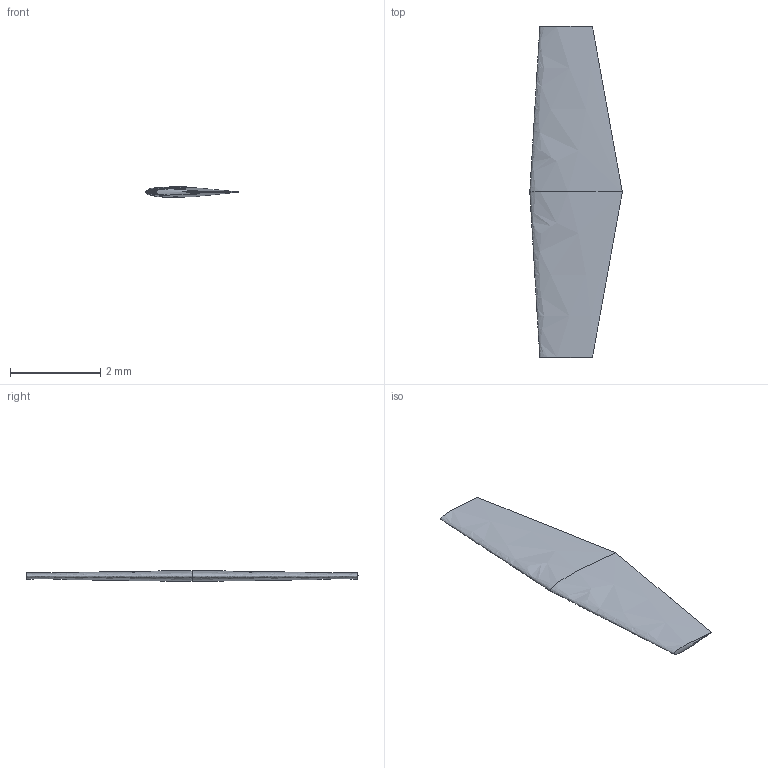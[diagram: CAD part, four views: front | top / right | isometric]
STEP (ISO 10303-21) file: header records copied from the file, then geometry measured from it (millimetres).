
FILE_DESCRIPTION(('Open CASCADE Model'),'2;1');
FILE_NAME('Open CASCADE Shape Model','2015-10-01T12:19:44',('Author'),( 'Open CASCADE'),'Open CASCADE STEP processor 6.8','Open CASCADE 6.8' ,'Unknown');
FILE_SCHEMA(('AUTOMOTIVE_DESIGN_CC2 { 1 2 10303 214 -1 1 5 4 }'));
Length unit declared in the file: millimetre
Products named in the file (3): Open CASCADE STEP translator 6.8 3; Open CASCADE STEP translator 6.8 3.1; Open CASCADE STEP translator 6.8 3.2
Assembly tree (2 placements, depth 2):
  Open CASCADE STEP translator 6.8 3
    Open CASCADE STEP translator 6.8 3.1
    Open CASCADE STEP translator 6.8 3.2
Bounding box: 2.04 x 7.35 x 0.24 mm (x, y, z)
Surface area: 24.2 mm2 (no closed solid volume)
Topology: 0 solids, 2 shells, 4 faces, 14 edges, 10 vertices
Faces by surface type: bspline 4
Entity records: 2816 total; most frequent: CARTESIAN_POINT 2621, DIRECTION 18, ORIENTED_EDGE 14, B_SPLINE_CURVE_WITH_KNOTS 14, PCURVE 14, DEFINITIONAL_REPRESENTATION 14, EDGE_CURVE 12, SURFACE_CURVE 12
